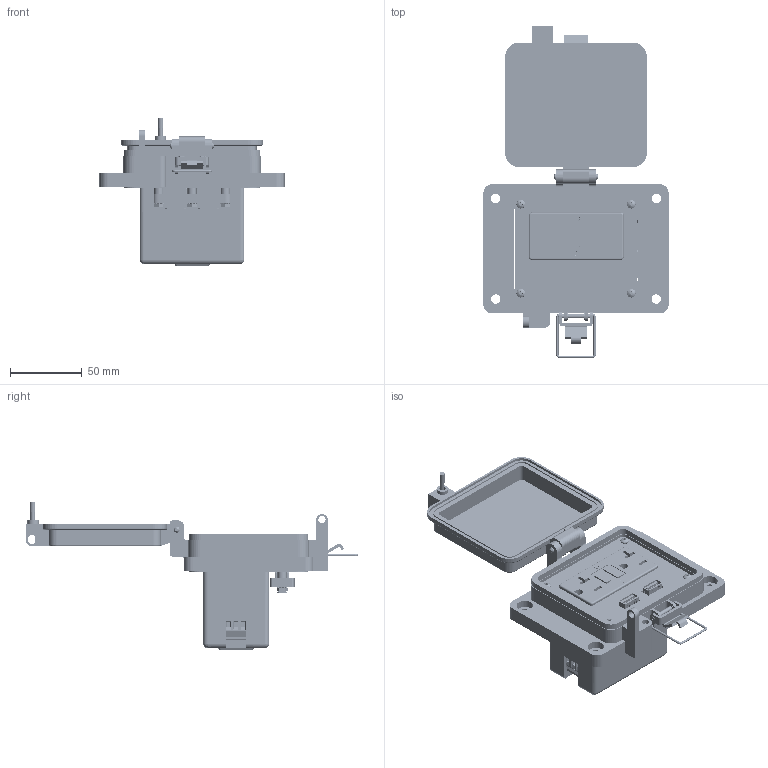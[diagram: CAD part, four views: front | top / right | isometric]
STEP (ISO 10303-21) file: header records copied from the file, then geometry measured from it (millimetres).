
FILE_DESCRIPTION (( 'STEP AP203' ), '1' );
FILE_NAME ('P-P22#2-K2RF0_3D.STEP', '2019-12-06T15:28:30', ( '' ), ( '' ), 'SwSTEP 2.0', 'SolidWorks 2019', '' );
FILE_SCHEMA (( 'CONFIG_CONTROL_DESIGN' ));
Length unit declared in the file: millimetre
Products named in the file (16): -K2; P-P22#2-K2RF0_3D; P-P22#2-K2RF0_BP180_1; P22; P-P22#2-K2RF0_TP240_1; Z-001-SPR_3_4; Z-300-USB-A-FF; P-P22#2-K2RF0_FP060_1; Z-000-44011_4FH_90273A117; Z-200-OTLT-GFIH-1_sheared; 92005A124_METRIC PAN HEAD PHILLIPS MACHINE SCREW_92005A124; RF; Z-200-OTLT-RIOF_RF; Z-H-K2_B; Z-002-4401_4HN_90675A005
Assembly tree (25 placements, depth 3):
  P-P22#2-K2RF0_3D
    P-P22#2-K2RF0_BP180_1
    P-P22#2-K2RF0_TP240_1
    P22
      Z-300-USB-A-FF
    P22
      Z-300-USB-A-FF
    Z-000-44011_4FH_90273A117  x3
    Z-001-SPR_3_4  x3
    Z-002-4401_4HN_90675A005  x3
    P-P22#2-K2RF0_FP060_1
    RF
      Z-200-OTLT-RIOF_RF
      Z-200-OTLT-GFIH-1_sheared
    -K2
      Z-H-K2_B
    92005A124_METRIC PAN HEAD PHILLIPS MACHINE SCREW_92005A124  x4
Bounding box: 129 x 231.28 x 102.7 mm (x, y, z)
Volume: 288666.8 mm3; surface area: 177707.6 mm2
Topology: 45 solids, 45 shells, 4337 faces, 12121 edges, 7962 vertices
Faces by surface type: plane 2012, cylinder 1843, bspline 186, cone 182, sphere 60, torus 54
Entity records: 99091 total; most frequent: CARTESIAN_POINT 27457, ORIENTED_EDGE 15378, DIRECTION 13472, EDGE_CURVE 7689, VECTOR 5066, LINE 5066, VERTEX_POINT 5061, AXIS2_PLACEMENT_3D 4203
